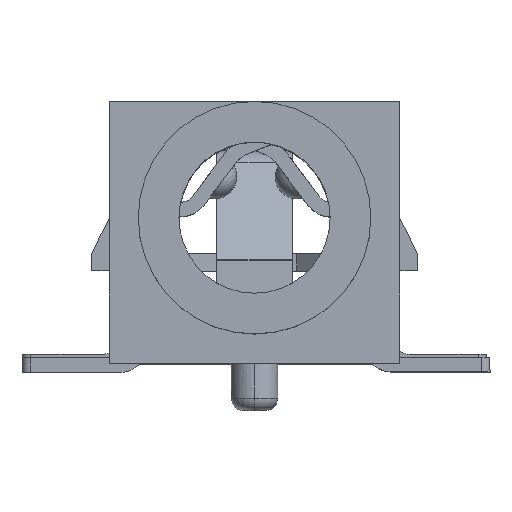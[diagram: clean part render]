
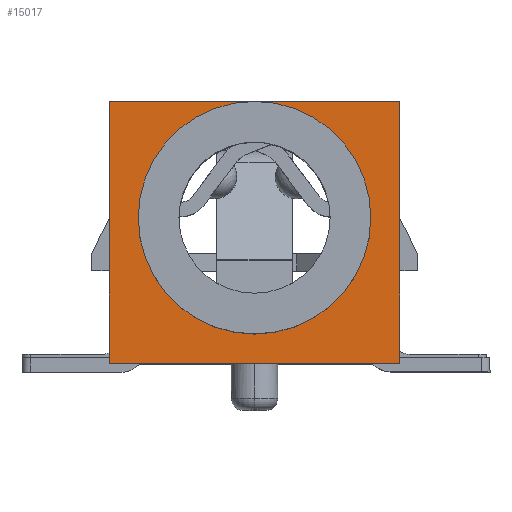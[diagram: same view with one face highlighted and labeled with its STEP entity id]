
A CAD part, top view. The second image highlights one B-rep face of the part: STEP entity #15017.
In plain terms, the highlighted planar face has unit normal (0, 0, 1).
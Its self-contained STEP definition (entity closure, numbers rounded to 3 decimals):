
#446 = DIRECTION ( 'NONE',  ( 0., 0., -1. ) ) ;
#482 = VERTEX_POINT ( 'NONE', #17267 ) ;
#718 = CIRCLE ( 'NONE', #1963, 2. ) ;
#743 = VERTEX_POINT ( 'NONE', #15470 ) ;
#981 = CIRCLE ( 'NONE', #12827, 2. ) ;
#1180 = CARTESIAN_POINT ( 'NONE',  ( 2.5, -0.25, 0. ) ) ;
#1679 = DIRECTION ( 'NONE',  ( 0., -1., 0. ) ) ;
#1963 = AXIS2_PLACEMENT_3D ( 'NONE', #2361, #446, #3744 ) ;
#2049 = DIRECTION ( 'NONE',  ( 1., 0., 0. ) ) ;
#2223 = LINE ( 'NONE', #8387, #5237 ) ;
#2361 = CARTESIAN_POINT ( 'NONE',  ( 0., 0., 0. ) ) ;
#2366 = DIRECTION ( 'NONE',  ( 0., 0., -1. ) ) ;
#2464 = AXIS2_PLACEMENT_3D ( 'NONE', #11623, #2533, #10068 ) ;
#2533 = DIRECTION ( 'NONE',  ( 0., 0., -1. ) ) ;
#2875 = EDGE_CURVE ( 'NONE', #15750, #6901, #5838, .T. ) ;
#3217 = VECTOR ( 'NONE', #18589, 1000. ) ;
#3572 = VERTEX_POINT ( 'NONE', #9696 ) ;
#3744 = DIRECTION ( 'NONE',  ( 1., 0., 0. ) ) ;
#3748 = CARTESIAN_POINT ( 'NONE',  ( 0., 0., 0. ) ) ;
#3992 = VECTOR ( 'NONE', #10259, 1000. ) ;
#4145 = EDGE_CURVE ( 'NONE', #3572, #743, #9966, .T. ) ;
#4158 = AXIS2_PLACEMENT_3D ( 'NONE', #16822, #4911, #2049 ) ;
#4302 = ORIENTED_EDGE ( 'NONE', *, *, #2875, .F. ) ;
#4792 = ORIENTED_EDGE ( 'NONE', *, *, #5252, .T. ) ;
#4911 = DIRECTION ( 'NONE',  ( 0., 0., 1. ) ) ;
#5237 = VECTOR ( 'NONE', #11324, 1000. ) ;
#5252 = EDGE_CURVE ( 'NONE', #15750, #3572, #981, .T. ) ;
#5838 = LINE ( 'NONE', #7016, #12870 ) ;
#6225 = CARTESIAN_POINT ( 'NONE',  ( 0., 2., 0. ) ) ;
#6901 = VERTEX_POINT ( 'NONE', #16088 ) ;
#7016 = CARTESIAN_POINT ( 'NONE',  ( 0., 2., 0. ) ) ;
#8387 = CARTESIAN_POINT ( 'NONE',  ( 0., -2.5, 0. ) ) ;
#8602 = ORIENTED_EDGE ( 'NONE', *, *, #16115, .T. ) ;
#8733 = EDGE_CURVE ( 'NONE', #12866, #6901, #14568, .T. ) ;
#8945 = EDGE_CURVE ( 'NONE', #482, #12866, #2223, .T. ) ;
#9696 = CARTESIAN_POINT ( 'NONE',  ( 2., 0., 0. ) ) ;
#9915 = EDGE_LOOP ( 'NONE', ( #4302, #4792, #11387, #14881, #11422, #8602, #12491, #17332 ) ) ;
#9966 = CIRCLE ( 'NONE', #2464, 2. ) ;
#10018 = CARTESIAN_POINT ( 'NONE',  ( -2.5, -0.25, 0. ) ) ;
#10068 = DIRECTION ( 'NONE',  ( 1., 0., 0. ) ) ;
#10259 = DIRECTION ( 'NONE',  ( 0., 1., 0. ) ) ;
#10837 = CARTESIAN_POINT ( 'NONE',  ( -2.5, 2., 0. ) ) ;
#11260 = CARTESIAN_POINT ( 'NONE',  ( 0., 2., 0. ) ) ;
#11324 = DIRECTION ( 'NONE',  ( 1., 0., 0. ) ) ;
#11387 = ORIENTED_EDGE ( 'NONE', *, *, #4145, .T. ) ;
#11422 = ORIENTED_EDGE ( 'NONE', *, *, #13109, .F. ) ;
#11623 = CARTESIAN_POINT ( 'NONE',  ( 0., 0., 0. ) ) ;
#11698 = DIRECTION ( 'NONE',  ( 1., 0., 0. ) ) ;
#12491 = ORIENTED_EDGE ( 'NONE', *, *, #8945, .T. ) ;
#12827 = AXIS2_PLACEMENT_3D ( 'NONE', #3748, #2366, #14302 ) ;
#12866 = VERTEX_POINT ( 'NONE', #17341 ) ;
#12870 = VECTOR ( 'NONE', #11698, 1000. ) ;
#13109 = EDGE_CURVE ( 'NONE', #15420, #15750, #14009, .T. ) ;
#13151 = EDGE_CURVE ( 'NONE', #743, #15750, #718, .T. ) ;
#13984 = PLANE ( 'NONE',  #4158 ) ;
#14009 = LINE ( 'NONE', #11260, #3217 ) ;
#14302 = DIRECTION ( 'NONE',  ( 1., 0., 0. ) ) ;
#14568 = LINE ( 'NONE', #1180, #3992 ) ;
#14881 = ORIENTED_EDGE ( 'NONE', *, *, #13151, .T. ) ;
#15017 = ADVANCED_FACE ( 'NONE', ( #18281 ), #13984, .T. ) ;
#15420 = VERTEX_POINT ( 'NONE', #10837 ) ;
#15470 = CARTESIAN_POINT ( 'NONE',  ( -2., 0., 0. ) ) ;
#15750 = VERTEX_POINT ( 'NONE', #6225 ) ;
#16088 = CARTESIAN_POINT ( 'NONE',  ( 2.5, 2., 0. ) ) ;
#16115 = EDGE_CURVE ( 'NONE', #15420, #482, #17995, .T. ) ;
#16822 = CARTESIAN_POINT ( 'NONE',  ( -2.6, -2.59, 0. ) ) ;
#17267 = CARTESIAN_POINT ( 'NONE',  ( -2.5, -2.5, 0. ) ) ;
#17332 = ORIENTED_EDGE ( 'NONE', *, *, #8733, .T. ) ;
#17341 = CARTESIAN_POINT ( 'NONE',  ( 2.5, -2.5, 0. ) ) ;
#17995 = LINE ( 'NONE', #10018, #18517 ) ;
#18281 = FACE_OUTER_BOUND ( 'NONE', #9915, .T. ) ;
#18517 = VECTOR ( 'NONE', #1679, 1000. ) ;
#18589 = DIRECTION ( 'NONE',  ( 1., 0., 0. ) ) ;
